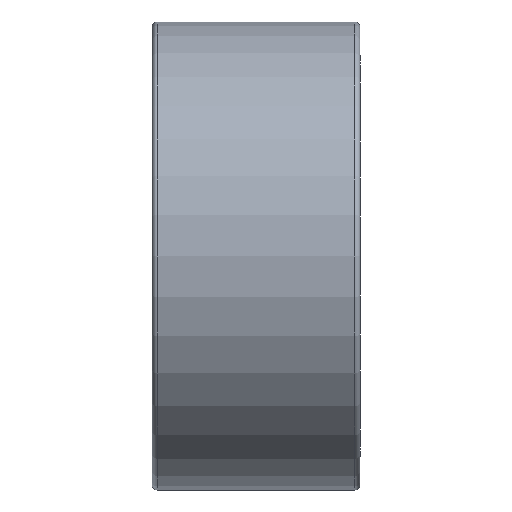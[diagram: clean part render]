
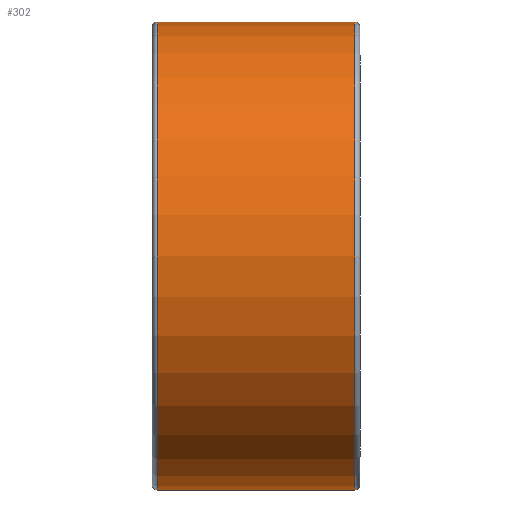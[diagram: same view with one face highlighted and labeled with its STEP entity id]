
A CAD part, front view. The second image highlights one B-rep face of the part: STEP entity #302.
In plain terms, the highlighted cylindrical face has radius 4.5 mm (diameter 9 mm), a partial arc.
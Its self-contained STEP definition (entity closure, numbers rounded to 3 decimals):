
#22 = DIRECTION ( 'NONE',  ( 1., 0., 0. ) ) ;
#41 = DIRECTION ( 'NONE',  ( 0., 0., -1. ) ) ;
#51 = LINE ( 'NONE', #513, #694 ) ;
#61 = CIRCLE ( 'NONE', #712, 4.5 ) ;
#68 = FACE_OUTER_BOUND ( 'NONE', #299, .T. ) ;
#121 = LINE ( 'NONE', #292, #591 ) ;
#127 = VERTEX_POINT ( 'NONE', #465 ) ;
#134 = DIRECTION ( 'NONE',  ( 0., 0., -1. ) ) ;
#135 = CIRCLE ( 'NONE', #312, 4.5 ) ;
#188 = DIRECTION ( 'NONE',  ( 1., 0., 0. ) ) ;
#212 = EDGE_CURVE ( 'NONE', #473, #127, #135, .T. ) ;
#267 = CARTESIAN_POINT ( 'NONE',  ( -1.9, 0., 4.5 ) ) ;
#292 = CARTESIAN_POINT ( 'NONE',  ( -20.637, 0., -4.5 ) ) ;
#296 = ORIENTED_EDGE ( 'NONE', *, *, #754, .T. ) ;
#299 = EDGE_LOOP ( 'NONE', ( #445, #711, #296, #594 ) ) ;
#302 = ADVANCED_FACE ( 'NONE', ( #68 ), #499, .T. ) ;
#312 = AXIS2_PLACEMENT_3D ( 'NONE', #786, #188, #728 ) ;
#326 = AXIS2_PLACEMENT_3D ( 'NONE', #742, #22, #134 ) ;
#345 = CARTESIAN_POINT ( 'NONE',  ( -1.9, 0., 0. ) ) ;
#365 = VERTEX_POINT ( 'NONE', #267 ) ;
#412 = CARTESIAN_POINT ( 'NONE',  ( -1.9, 0., -4.5 ) ) ;
#445 = ORIENTED_EDGE ( 'NONE', *, *, #468, .F. ) ;
#465 = CARTESIAN_POINT ( 'NONE',  ( 1.9, 0., -4.5 ) ) ;
#468 = EDGE_CURVE ( 'NONE', #365, #473, #51, .T. ) ;
#473 = VERTEX_POINT ( 'NONE', #512 ) ;
#499 = CYLINDRICAL_SURFACE ( 'NONE', #326, 4.5 ) ;
#512 = CARTESIAN_POINT ( 'NONE',  ( 1.9, 0., 4.5 ) ) ;
#513 = CARTESIAN_POINT ( 'NONE',  ( -20.637, 0., 4.5 ) ) ;
#554 = EDGE_CURVE ( 'NONE', #365, #656, #61, .T. ) ;
#591 = VECTOR ( 'NONE', #659, 1000. ) ;
#594 = ORIENTED_EDGE ( 'NONE', *, *, #212, .F. ) ;
#649 = DIRECTION ( 'NONE',  ( 1., 0., 0. ) ) ;
#656 = VERTEX_POINT ( 'NONE', #412 ) ;
#659 = DIRECTION ( 'NONE',  ( 1., 0., 0. ) ) ;
#694 = VECTOR ( 'NONE', #757, 1000. ) ;
#711 = ORIENTED_EDGE ( 'NONE', *, *, #554, .T. ) ;
#712 = AXIS2_PLACEMENT_3D ( 'NONE', #345, #649, #41 ) ;
#728 = DIRECTION ( 'NONE',  ( 0., 0., -1. ) ) ;
#742 = CARTESIAN_POINT ( 'NONE',  ( -20.637, 0., 0. ) ) ;
#754 = EDGE_CURVE ( 'NONE', #656, #127, #121, .T. ) ;
#757 = DIRECTION ( 'NONE',  ( 1., 0., 0. ) ) ;
#786 = CARTESIAN_POINT ( 'NONE',  ( 1.9, 0., 0. ) ) ;
